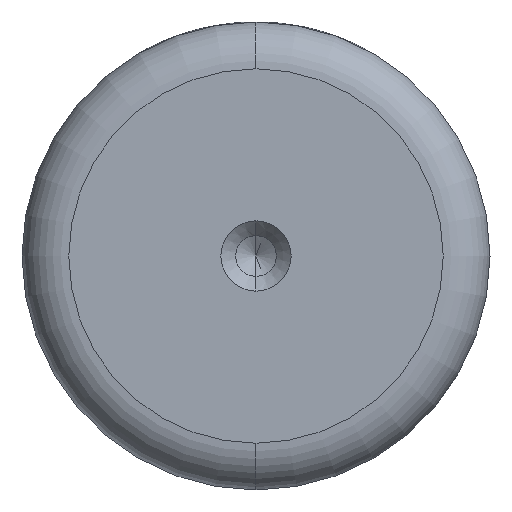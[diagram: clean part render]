
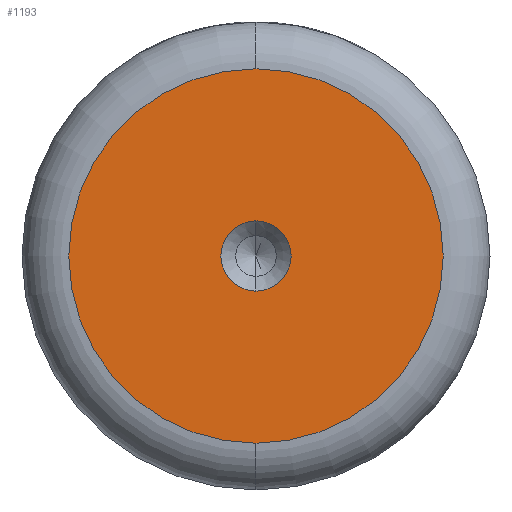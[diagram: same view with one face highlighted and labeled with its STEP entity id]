
A CAD part, left-side view. The second image highlights one B-rep face of the part: STEP entity #1193.
In plain terms, the highlighted planar face has unit normal (-1, 0, 0).
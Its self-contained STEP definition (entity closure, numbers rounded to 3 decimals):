
#15 = CARTESIAN_POINT ( 'NONE',  ( 0., 0., 12. ) ) ;
#44 = EDGE_LOOP ( 'NONE', ( #1169, #1280 ) ) ;
#60 = DIRECTION ( 'NONE',  ( 0., 0., 1. ) ) ;
#110 = VERTEX_POINT ( 'NONE', #15 ) ;
#281 = DIRECTION ( 'NONE',  ( -1., 0., 0. ) ) ;
#282 = CIRCLE ( 'NONE', #683, 12. ) ;
#299 = AXIS2_PLACEMENT_3D ( 'NONE', #638, #1390, #746 ) ;
#399 = DIRECTION ( 'NONE',  ( -1., 0., 0. ) ) ;
#426 = CARTESIAN_POINT ( 'NONE',  ( 0., 0., 0. ) ) ;
#479 = VERTEX_POINT ( 'NONE', #596 ) ;
#492 = AXIS2_PLACEMENT_3D ( 'NONE', #426, #644, #1393 ) ;
#532 = EDGE_LOOP ( 'NONE', ( #588, #689 ) ) ;
#564 = AXIS2_PLACEMENT_3D ( 'NONE', #1373, #728, #60 ) ;
#572 = AXIS2_PLACEMENT_3D ( 'NONE', #1049, #399, #1162 ) ;
#588 = ORIENTED_EDGE ( 'NONE', *, *, #955, .T. ) ;
#596 = CARTESIAN_POINT ( 'NONE',  ( 0., 0., -12. ) ) ;
#631 = CARTESIAN_POINT ( 'NONE',  ( 0., 0., 2.25 ) ) ;
#638 = CARTESIAN_POINT ( 'NONE',  ( 0., 0., 0. ) ) ;
#644 = DIRECTION ( 'NONE',  ( -1., 0., 0. ) ) ;
#683 = AXIS2_PLACEMENT_3D ( 'NONE', #944, #281, #1046 ) ;
#689 = ORIENTED_EDGE ( 'NONE', *, *, #1150, .T. ) ;
#728 = DIRECTION ( 'NONE',  ( -1., 0., 0. ) ) ;
#746 = DIRECTION ( 'NONE',  ( 0., 0., 1. ) ) ;
#789 = VERTEX_POINT ( 'NONE', #631 ) ;
#796 = CIRCLE ( 'NONE', #299, 2.25 ) ;
#856 = CIRCLE ( 'NONE', #564, 12. ) ;
#859 = PLANE ( 'NONE',  #492 ) ;
#944 = CARTESIAN_POINT ( 'NONE',  ( 0., 0., 0. ) ) ;
#955 = EDGE_CURVE ( 'NONE', #110, #479, #282, .T. ) ;
#1038 = FACE_OUTER_BOUND ( 'NONE', #532, .T. ) ;
#1046 = DIRECTION ( 'NONE',  ( 0., 0., 1. ) ) ;
#1049 = CARTESIAN_POINT ( 'NONE',  ( 0., 0., 0. ) ) ;
#1071 = FACE_BOUND ( 'NONE', #44, .T. ) ;
#1091 = CARTESIAN_POINT ( 'NONE',  ( 0., 0., -2.25 ) ) ;
#1147 = EDGE_CURVE ( 'NONE', #789, #1264, #1389, .T. ) ;
#1150 = EDGE_CURVE ( 'NONE', #479, #110, #856, .T. ) ;
#1162 = DIRECTION ( 'NONE',  ( 0., 0., 1. ) ) ;
#1169 = ORIENTED_EDGE ( 'NONE', *, *, #1147, .F. ) ;
#1193 = ADVANCED_FACE ( 'NONE', ( #1071, #1038 ), #859, .T. ) ;
#1264 = VERTEX_POINT ( 'NONE', #1091 ) ;
#1280 = ORIENTED_EDGE ( 'NONE', *, *, #1388, .F. ) ;
#1373 = CARTESIAN_POINT ( 'NONE',  ( 0., 0., 0. ) ) ;
#1388 = EDGE_CURVE ( 'NONE', #1264, #789, #796, .T. ) ;
#1389 = CIRCLE ( 'NONE', #572, 2.25 ) ;
#1390 = DIRECTION ( 'NONE',  ( -1., 0., 0. ) ) ;
#1393 = DIRECTION ( 'NONE',  ( 0., 0., 1. ) ) ;
